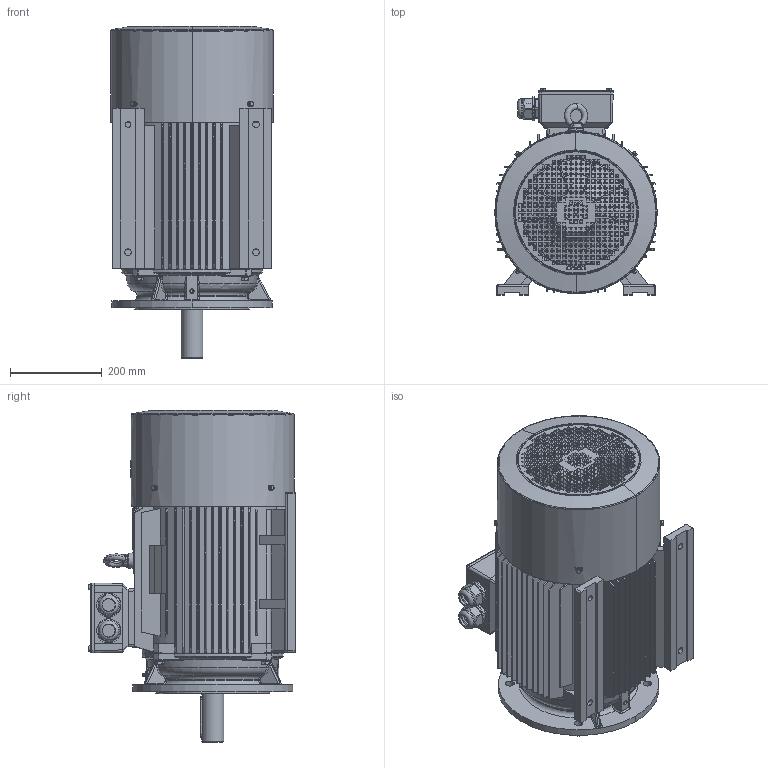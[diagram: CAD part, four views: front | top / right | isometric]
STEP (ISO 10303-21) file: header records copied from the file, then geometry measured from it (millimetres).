
FILE_DESCRIPTION(/* description */ (''),/* implementation_level */ '2;1');
FILE_NAME(/* name */ 'JM1-180L-B35.stp',/* time_stamp */ '2018-12-30T16:28:56+08:00',/* author */ (''),/* organization */ (''),/* preprocessor_version */ 'ST-DEVELOPER v16.7',/* originating_system */ 'SIEMENS PLM Software NX 12.0',/* authorisation */ '');
FILE_SCHEMA (('AP203_CONFIGURATION_CONTROLLED_3D_DESIGN_OF_MECHANICAL_PARTS_AND_ASSEMBLIES_MIM_LF { 1 0 10303 403 2 1 2}'));
Length unit declared in the file: millimetre
Products named in the file (1): JM1-180L-B35
Bounding box: 355 x 450.6 x 724.98 mm (x, y, z)
Volume: 13848417.9 mm3; surface area: 3741292.6 mm2
Topology: 63 solids, 64 shells, 5100 faces, 13561 edges, 8714 vertices
Faces by surface type: plane 2859, cylinder 1050, torus 425, bspline 396, cone 360, sphere 10
Full cylindrical faces by diameter (mm): 2 x2, 5.35 x4, 6 x8, 6.4 x4, 7.188 x10, 8 x10, 9.026 x8, 9.1 x10, 10 x10, 11.2 x8, 12 x4, 16 x1, 27.5 x2, 32.5 x4, 38.75 x12, 40 x4, 41.25 x12, 43.125 x2, 48 x1, 49 x1, 51 x1, 52 x1, 53.125 x2
Entity records: 183249 total; most frequent: CARTESIAN_POINT 59691, ORIENTED_EDGE 26270, DIRECTION 23520, EDGE_CURVE 13135, VERTEX_POINT 8578, LINE 7896, VECTOR 7896, AXIS2_PLACEMENT_3D 7812
